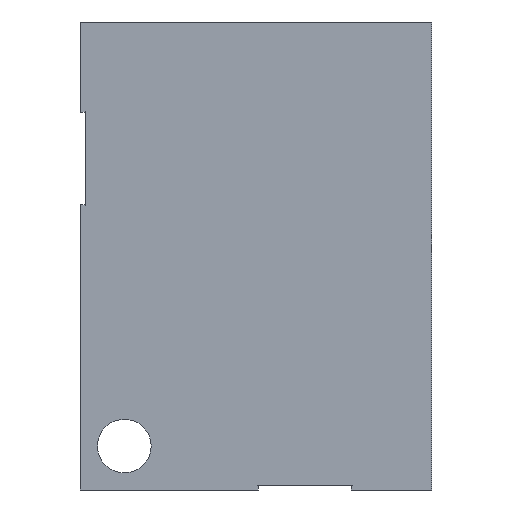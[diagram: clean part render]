
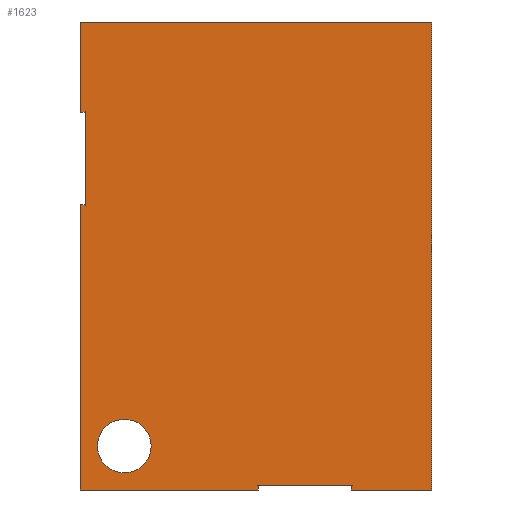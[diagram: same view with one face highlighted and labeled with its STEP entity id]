
A CAD part, left-side view. The second image highlights one B-rep face of the part: STEP entity #1623.
In plain terms, the highlighted planar face has unit normal (-1, 0, 0).
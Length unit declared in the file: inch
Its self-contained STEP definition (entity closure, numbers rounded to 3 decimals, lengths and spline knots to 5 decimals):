
#9=DIRECTION('',(0.,-1.,0.));
#10=VECTOR('',#9,1.14009);
#11=CARTESIAN_POINT('',(0.,0.,0.));
#12=LINE('',#11,#10);
#13=DIRECTION('',(0.,-1.,0.));
#14=VECTOR('',#13,0.51409);
#15=CARTESIAN_POINT('',(0.,-1.73591,0.));
#16=LINE('',#15,#14);
#584=CARTESIAN_POINT('',(0.,-0.281,0.281));
#585=DIRECTION('',(1.,0.,0.));
#586=DIRECTION('',(0.,0.,-1.));
#587=AXIS2_PLACEMENT_3D('',#584,#585,#586);
#589=CARTESIAN_POINT('',(0.,-0.281,0.281));
#590=DIRECTION('',(1.,0.,0.));
#591=DIRECTION('',(0.,0.,1.));
#592=AXIS2_PLACEMENT_3D('',#589,#590,#591);
#594=DIRECTION('',(0.,-1.,0.));
#595=VECTOR('',#594,0.032);
#596=CARTESIAN_POINT('',(0.,0.,1.82709));
#597=LINE('',#596,#595);
#598=DIRECTION('',(0.,0.,-1.));
#599=VECTOR('',#598,0.59582);
#600=CARTESIAN_POINT('',(0.,-0.032,2.42291));
#601=LINE('',#600,#599);
#602=DIRECTION('',(0.,-1.,0.));
#603=VECTOR('',#602,0.032);
#604=CARTESIAN_POINT('',(0.,0.,2.42291));
#605=LINE('',#604,#603);
#606=DIRECTION('',(0.,0.,1.));
#607=VECTOR('',#606,0.57709);
#608=CARTESIAN_POINT('',(0.,0.,2.42291));
#609=LINE('',#608,#607);
#610=DIRECTION('',(0.,0.,1.));
#611=VECTOR('',#610,0.032);
#612=CARTESIAN_POINT('',(0.,-1.73591,0.));
#613=LINE('',#612,#611);
#614=DIRECTION('',(0.,1.,0.));
#615=VECTOR('',#614,0.59582);
#616=CARTESIAN_POINT('',(0.,-1.73591,0.032));
#617=LINE('',#616,#615);
#618=DIRECTION('',(0.,0.,1.));
#619=VECTOR('',#618,0.032);
#620=CARTESIAN_POINT('',(0.,-1.14009,0.));
#621=LINE('',#620,#619);
#622=DIRECTION('',(0.,0.,1.));
#623=VECTOR('',#622,1.82709);
#624=CARTESIAN_POINT('',(0.,0.,0.));
#625=LINE('',#624,#623);
#690=DIRECTION('',(0.,-1.,0.));
#691=VECTOR('',#690,2.25);
#692=CARTESIAN_POINT('',(0.,0.,3.));
#693=LINE('',#692,#691);
#716=DIRECTION('',(0.,0.,1.));
#717=VECTOR('',#716,3.);
#718=CARTESIAN_POINT('',(0.,-2.25,0.));
#719=LINE('',#718,#717);
#807=CARTESIAN_POINT('',(0.,-2.25,0.));
#809=VERTEX_POINT('',#807);
#812=CARTESIAN_POINT('',(0.,0.,0.));
#814=VERTEX_POINT('',#812);
#815=CARTESIAN_POINT('',(0.,0.,3.));
#816=CARTESIAN_POINT('',(0.,-2.25,3.));
#817=VERTEX_POINT('',#815);
#818=VERTEX_POINT('',#816);
#871=CARTESIAN_POINT('',(0.,-0.281,0.109));
#872=CARTESIAN_POINT('',(0.,-0.281,0.453));
#873=VERTEX_POINT('',#871);
#874=VERTEX_POINT('',#872);
#895=CARTESIAN_POINT('',(0.,-1.14009,0.032));
#897=VERTEX_POINT('',#895);
#907=CARTESIAN_POINT('',(0.,-1.14009,0.));
#908=VERTEX_POINT('',#907);
#909=CARTESIAN_POINT('',(0.,-1.73591,0.));
#910=CARTESIAN_POINT('',(0.,-1.73591,0.032));
#911=VERTEX_POINT('',#909);
#912=VERTEX_POINT('',#910);
#939=CARTESIAN_POINT('',(0.,-0.032,1.82709));
#941=VERTEX_POINT('',#939);
#943=CARTESIAN_POINT('',(0.,-0.032,2.42291));
#945=VERTEX_POINT('',#943);
#947=CARTESIAN_POINT('',(0.,0.,1.82709));
#948=VERTEX_POINT('',#947);
#949=CARTESIAN_POINT('',(0.,0.,2.42291));
#950=VERTEX_POINT('',#949);
#1593=CARTESIAN_POINT('',(0.,0.,0.));
#1594=DIRECTION('',(-1.,0.,0.));
#1595=DIRECTION('',(0.,-1.,0.));
#1596=AXIS2_PLACEMENT_3D('',#1593,#1594,#1595);
#1597=PLANE('',#1596);
#1598=ORIENTED_EDGE('',*,*,#1584,.T.);
#1599=ORIENTED_EDGE('',*,*,#1569,.F.);
#1601=ORIENTED_EDGE('',*,*,#1600,.F.);
#1603=ORIENTED_EDGE('',*,*,#1602,.T.);
#1605=ORIENTED_EDGE('',*,*,#1604,.T.);
#1607=ORIENTED_EDGE('',*,*,#1606,.F.);
#1608=ORIENTED_EDGE('',*,*,#990,.F.);
#1609=ORIENTED_EDGE('',*,*,#1024,.T.);
#1610=ORIENTED_EDGE('',*,*,#1035,.T.);
#1611=ORIENTED_EDGE('',*,*,#1009,.F.);
#1612=ORIENTED_EDGE('',*,*,#978,.F.);
#1614=ORIENTED_EDGE('',*,*,#1613,.T.);
#1615=EDGE_LOOP('',(#1598,#1599,#1601,#1603,#1605,#1607,#1608,#1609,#1610,#1611,
#1612,#1614));
#1616=FACE_OUTER_BOUND('',#1615,.F.);
#1618=ORIENTED_EDGE('',*,*,#1617,.F.);
#1620=ORIENTED_EDGE('',*,*,#1619,.F.);
#1621=EDGE_LOOP('',(#1618,#1620));
#1622=FACE_BOUND('',#1621,.F.);
#1623=ADVANCED_FACE('',(#1616,#1622),#1597,.T.);
#588=CIRCLE('',#587,0.172);
#593=CIRCLE('',#592,0.172);
#978=EDGE_CURVE('',#814,#908,#12,.T.);
#990=EDGE_CURVE('',#911,#809,#16,.T.);
#1009=EDGE_CURVE('',#908,#897,#621,.T.);
#1024=EDGE_CURVE('',#911,#912,#613,.T.);
#1035=EDGE_CURVE('',#912,#897,#617,.T.);
#1569=EDGE_CURVE('',#945,#941,#601,.T.);
#1584=EDGE_CURVE('',#948,#941,#597,.T.);
#1600=EDGE_CURVE('',#950,#945,#605,.T.);
#1602=EDGE_CURVE('',#950,#817,#609,.T.);
#1604=EDGE_CURVE('',#817,#818,#693,.T.);
#1606=EDGE_CURVE('',#809,#818,#719,.T.);
#1613=EDGE_CURVE('',#814,#948,#625,.T.);
#1617=EDGE_CURVE('',#873,#874,#588,.T.);
#1619=EDGE_CURVE('',#874,#873,#593,.T.);
